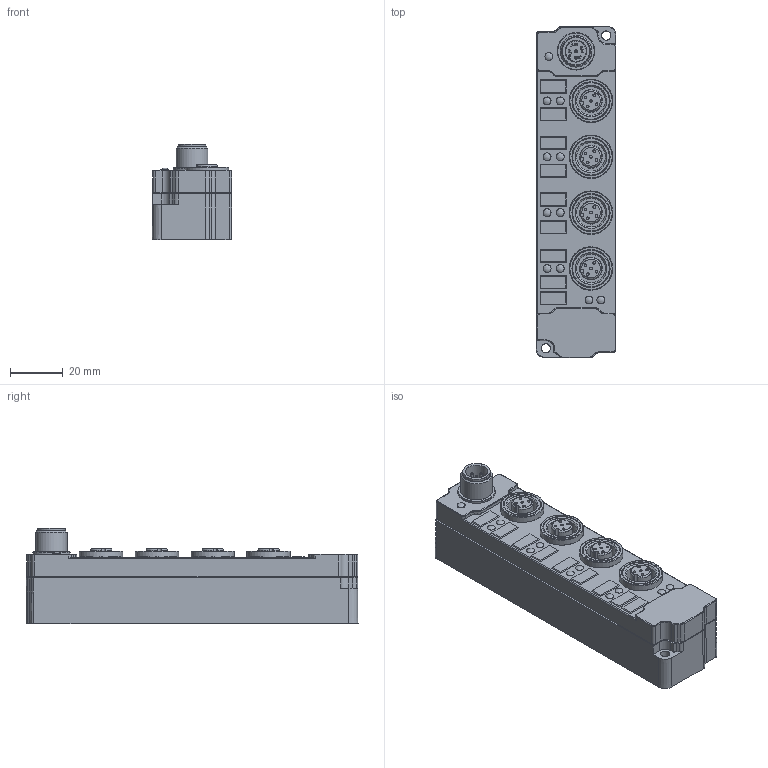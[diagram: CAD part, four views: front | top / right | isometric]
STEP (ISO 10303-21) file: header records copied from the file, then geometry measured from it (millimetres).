
FILE_DESCRIPTION (( 'STEP AP214' ), '1' );
FILE_NAME ('IO-LINK_BLOCK_M12_4+1.STEP', '2019-01-22T20:44:12', ( '' ), ( '' ), 'SwSTEP 2.0', 'SolidWorks 2018', '' );
FILE_SCHEMA (( 'AUTOMOTIVE_DESIGN' ));
Length unit declared in the file: millimetre
Products named in the file (1): IO-LINK_BLOCK_M12_4+1
Bounding box: 30.3 x 126.31 x 36.3 mm (x, y, z)
Surface area: 21131.8 mm2 (no closed solid volume)
Topology: 0 solids, 464 shells, 480 faces, 2234 edges, 2118 vertices
Faces by surface type: plane 203, cylinder 133, bspline 57, torus 56, cone 20, sphere 11
Full cylindrical faces by diameter (mm): 1 x25, 3 x1, 3.5 x2, 8.1 x4, 8.3 x1, 10 x1, 10.5 x1, 10.917 x4, 12 x1, 12.9 x1, 14.3 x5, 14.5 x4, 16.499 x4
Entity records: 35273 total; most frequent: CARTESIAN_POINT 19398, DIRECTION 2947, ORIENTED_EDGE 2098, EDGE_CURVE 2066, VERTEX_POINT 2034, VECTOR 1001, LINE 1001, AXIS2_PLACEMENT_3D 973
